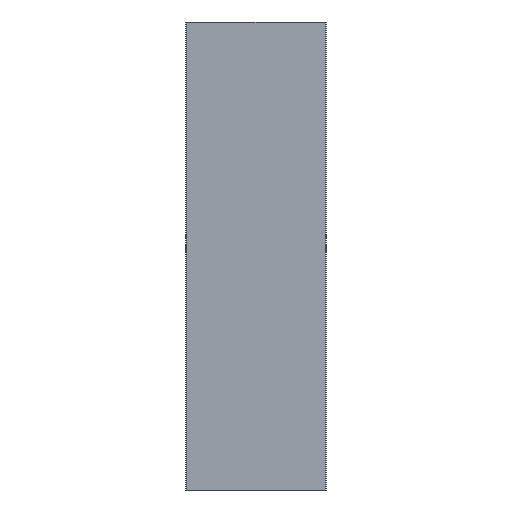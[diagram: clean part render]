
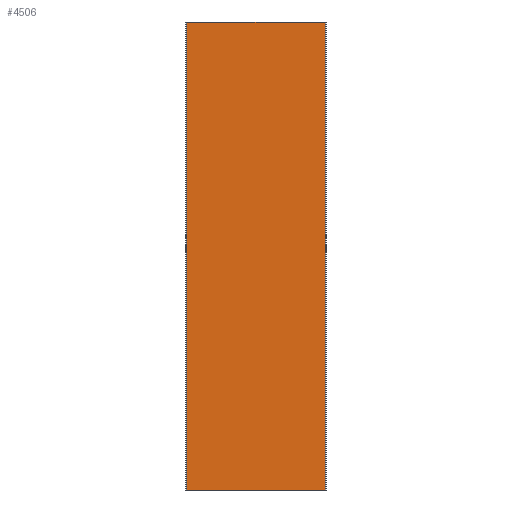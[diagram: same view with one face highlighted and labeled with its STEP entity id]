
A CAD part, front view. The second image highlights one B-rep face of the part: STEP entity #4506.
In plain terms, the highlighted planar face has unit normal (0, -1, 0).
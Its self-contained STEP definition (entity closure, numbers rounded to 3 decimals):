
#1133=DIRECTION('',(1.,0.,0.));
#1134=VECTOR('',#1133,118.);
#1135=CARTESIAN_POINT('',(1.,0.,-200.));
#1136=LINE('',#1135,#1134);
#1227=DIRECTION('',(0.,0.,1.));
#1228=VECTOR('',#1227,400.);
#1229=CARTESIAN_POINT('',(119.,0.,-200.));
#1230=LINE('',#1229,#1228);
#1234=DIRECTION('',(0.,0.,1.));
#1235=VECTOR('',#1234,400.);
#1236=CARTESIAN_POINT('',(1.,0.,-200.));
#1237=LINE('',#1236,#1235);
#2330=DIRECTION('',(1.,0.,0.));
#2331=VECTOR('',#2330,118.);
#2332=CARTESIAN_POINT('',(1.,0.,200.));
#2333=LINE('',#2332,#2331);
#3748=CARTESIAN_POINT('',(1.,0.,-200.));
#3749=VERTEX_POINT('',#3748);
#3750=CARTESIAN_POINT('',(119.,0.,-200.));
#3751=VERTEX_POINT('',#3750);
#4060=CARTESIAN_POINT('',(1.,0.,200.));
#4061=VERTEX_POINT('',#4060);
#4062=CARTESIAN_POINT('',(119.,0.,200.));
#4063=VERTEX_POINT('',#4062);
#4493=CARTESIAN_POINT('',(1.,0.,-200.));
#4494=DIRECTION('',(0.,-1.,0.));
#4495=DIRECTION('',(1.,0.,0.));
#4496=AXIS2_PLACEMENT_3D('',#4493,#4494,#4495);
#4497=PLANE('',#4496);
#4498=ORIENTED_EDGE('',*,*,#4377,.F.);
#4500=ORIENTED_EDGE('',*,*,#4499,.T.);
#4502=ORIENTED_EDGE('',*,*,#4501,.T.);
#4503=ORIENTED_EDGE('',*,*,#4485,.F.);
#4504=EDGE_LOOP('',(#4498,#4500,#4502,#4503));
#4505=FACE_OUTER_BOUND('',#4504,.F.);
#4377=EDGE_CURVE('',#3749,#3751,#1136,.T.);
#4485=EDGE_CURVE('',#3751,#4063,#1230,.T.);
#4499=EDGE_CURVE('',#3749,#4061,#1237,.T.);
#4501=EDGE_CURVE('',#4061,#4063,#2333,.T.);
#4506=ADVANCED_FACE('',(#4505),#4497,.T.);
